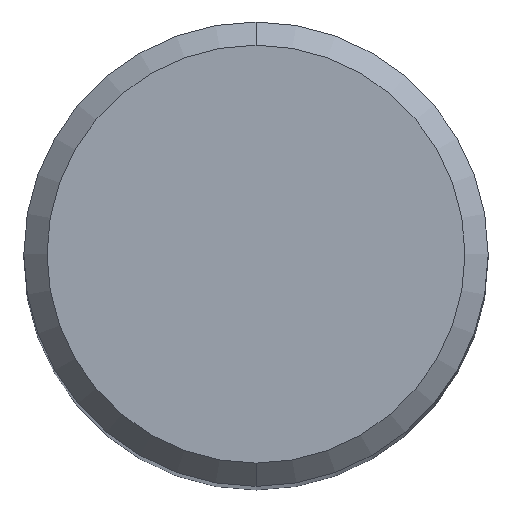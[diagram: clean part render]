
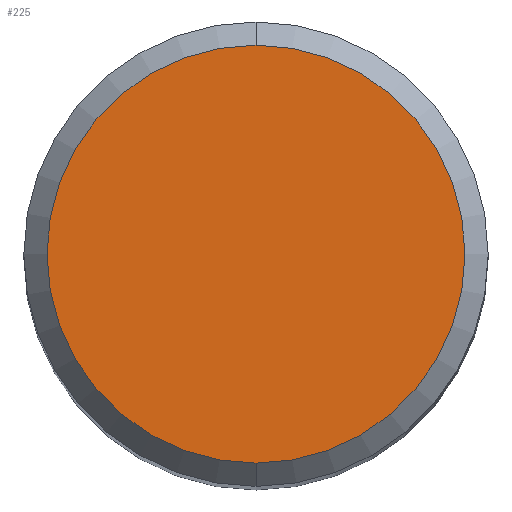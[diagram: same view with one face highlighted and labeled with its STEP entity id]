
A CAD part, top view. The second image highlights one B-rep face of the part: STEP entity #225.
In plain terms, the highlighted planar face has unit normal (0, 0, 1).
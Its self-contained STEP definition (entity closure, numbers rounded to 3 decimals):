
#225=ADVANCED_FACE('',(#523),#524,.T.);
#261=VERTEX_POINT('',#563);
#337=EDGE_CURVE('',#439,#261,#644,.T.);
#409=EDGE_CURVE('',#261,#439,#725,.T.);
#439=VERTEX_POINT('',#757);
#523=FACE_OUTER_BOUND('',#895,.T.);
#524=PLANE('',#896);
#563=CARTESIAN_POINT('',(0.0,3.6,0.0));
#644=CIRCLE('',#1120,3.6);
#725=CIRCLE('',#1334,3.6);
#757=CARTESIAN_POINT('',(0.,-3.6,0.0));
#895=EDGE_LOOP('',(#1467,#1468));
#896=AXIS2_PLACEMENT_3D('',#1469,#1470,#1471);
#1120=AXIS2_PLACEMENT_3D('',#1595,#1596,#1597);
#1334=AXIS2_PLACEMENT_3D('',#1694,#1695,#1696);
#1467=ORIENTED_EDGE('',*,*,#409,.F.);
#1468=ORIENTED_EDGE('',*,*,#337,.F.);
#1469=CARTESIAN_POINT('',(0.0,1.8,0.0));
#1470=DIRECTION('',(-0.0,0.0,1.0));
#1471=DIRECTION('',(0.0,-1.0,0.0));
#1595=CARTESIAN_POINT('',(0.0,0.0,0.0));
#1596=DIRECTION('',(0.0,0.0,-1.0));
#1597=DIRECTION('',(0.0,1.0,0.0));
#1694=CARTESIAN_POINT('',(0.0,0.0,0.0));
#1695=DIRECTION('',(0.0,0.0,-1.0));
#1696=DIRECTION('',(0.0,1.0,0.0));
